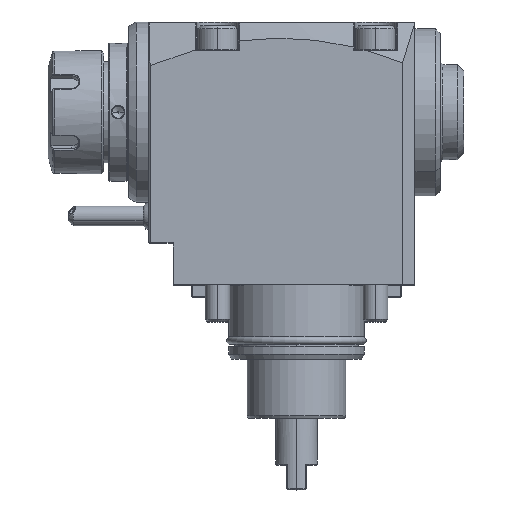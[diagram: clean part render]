
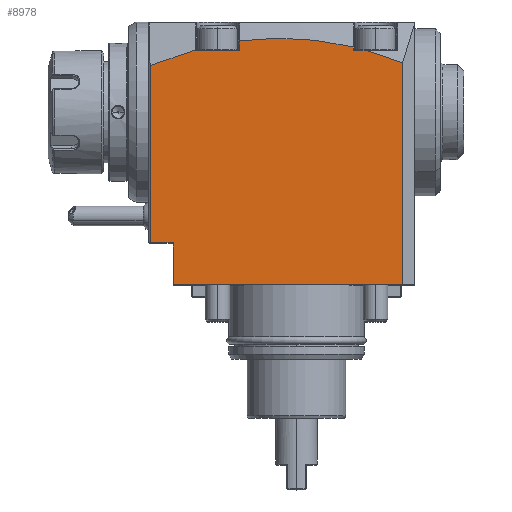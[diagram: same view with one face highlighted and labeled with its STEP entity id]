
A CAD part, top view. The second image highlights one B-rep face of the part: STEP entity #8978.
In plain terms, the highlighted planar face has unit normal (0, 0, 1).
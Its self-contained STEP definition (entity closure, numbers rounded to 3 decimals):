
#1777=DIRECTION('',(0.,1.,0.));
#1778=VECTOR('',#1777,89.954);
#1779=CARTESIAN_POINT('',(103.,0.,42.5));
#1780=LINE('',#1779,#1778);
#1800=DIRECTION('',(-1.,0.,0.));
#1801=VECTOR('',#1800,93.);
#1802=CARTESIAN_POINT('',(103.,0.,42.5));
#1803=LINE('',#1802,#1801);
#2313=DIRECTION('',(0.,1.,0.));
#2314=VECTOR('',#2313,17.);
#2315=CARTESIAN_POINT('',(10.,0.,42.5));
#2316=LINE('',#2315,#2314);
#2317=DIRECTION('',(1.,0.,0.));
#2318=VECTOR('',#2317,9.);
#2319=CARTESIAN_POINT('',(1.,17.,42.5));
#2320=LINE('',#2319,#2318);
#2321=DIRECTION('',(0.,1.,0.));
#2322=VECTOR('',#2321,71.4);
#2323=CARTESIAN_POINT('',(1.,17.5,42.5));
#2324=LINE('',#2323,#2322);
#2325=CARTESIAN_POINT('',(18.964,95.187,42.5));
#2326=CARTESIAN_POINT('',(12.837,93.491,42.5));
#2327=CARTESIAN_POINT('',(6.855,91.378,42.5));
#2328=CARTESIAN_POINT('',(1.,88.9,42.5));
#2330=DIRECTION('',(-0.268,0.963,0.));
#2331=VECTOR('',#2330,0.194);
#2332=CARTESIAN_POINT('',(19.016,95.,42.5));
#2333=LINE('',#2332,#2331);
#2334=DIRECTION('',(0.,-1.,0.));
#2335=VECTOR('',#2334,3.865);
#2336=CARTESIAN_POINT('',(37.,98.865,42.5));
#2337=LINE('',#2336,#2335);
#2338=CARTESIAN_POINT('',(37.,98.865,42.5));
#2339=CARTESIAN_POINT('',(52.484,100.895,42.5));
#2340=CARTESIAN_POINT('',(67.814,100.013,42.5));
#2341=CARTESIAN_POINT('',(83.,96.373,42.5));
#2343=DIRECTION('',(0.,1.,0.));
#2344=VECTOR('',#2343,1.373);
#2345=CARTESIAN_POINT('',(83.,95.,42.5));
#2346=LINE('',#2345,#2344);
#2347=CARTESIAN_POINT('',(88.259,95.,42.5));
#2348=CARTESIAN_POINT('',(93.264,93.587,42.5));
#2349=CARTESIAN_POINT('',(98.175,91.896,42.5));
#2350=CARTESIAN_POINT('',(103.,89.954,42.5));
#2352=DIRECTION('',(0.,1.,0.));
#2353=VECTOR('',#2352,0.5);
#2354=CARTESIAN_POINT('',(1.,17.,42.5));
#2355=LINE('',#2354,#2353);
#2376=CARTESIAN_POINT('',(1.,88.9,42.5));
#2456=DIRECTION('',(-1.,0.,0.));
#2457=VECTOR('',#2456,17.984);
#2458=CARTESIAN_POINT('',(37.,95.,42.5));
#2459=LINE('',#2458,#2457);
#2601=DIRECTION('',(-1.,0.,0.));
#2602=VECTOR('',#2601,5.259);
#2603=CARTESIAN_POINT('',(88.259,95.,42.5));
#2604=LINE('',#2603,#2602);
#2658=CARTESIAN_POINT('',(37.,98.865,42.5));
#4695=VERTEX_POINT('',#2347);
#4696=VERTEX_POINT('',#2350);
#4697=VERTEX_POINT('',#2376);
#4716=CARTESIAN_POINT('',(19.016,95.,42.5));
#4718=VERTEX_POINT('',#4716);
#4727=CARTESIAN_POINT('',(18.964,95.187,42.5));
#4728=VERTEX_POINT('',#4727);
#4732=VERTEX_POINT('',#2658);
#4733=CARTESIAN_POINT('',(37.,95.,42.5));
#4734=VERTEX_POINT('',#4733);
#4753=VERTEX_POINT('',#2341);
#4767=CARTESIAN_POINT('',(83.,95.,42.5));
#4769=VERTEX_POINT('',#4767);
#5325=CARTESIAN_POINT('',(103.,0.,42.5));
#5326=VERTEX_POINT('',#5325);
#5372=CARTESIAN_POINT('',(10.,0.,42.5));
#5374=VERTEX_POINT('',#5372);
#5375=CARTESIAN_POINT('',(1.,17.,42.5));
#5376=CARTESIAN_POINT('',(10.,17.,42.5));
#5377=VERTEX_POINT('',#5375);
#5378=VERTEX_POINT('',#5376);
#5416=CARTESIAN_POINT('',(1.,17.5,42.5));
#5418=VERTEX_POINT('',#5416);
#8947=CARTESIAN_POINT('',(0.,106.5,42.5));
#8948=DIRECTION('',(0.,0.,1.));
#8949=DIRECTION('',(0.,-1.,0.));
#8950=AXIS2_PLACEMENT_3D('',#8947,#8948,#8949);
#8951=PLANE('',#8950);
#8952=ORIENTED_EDGE('',*,*,#8091,.F.);
#8953=ORIENTED_EDGE('',*,*,#8112,.T.);
#8954=ORIENTED_EDGE('',*,*,#8940,.T.);
#8955=ORIENTED_EDGE('',*,*,#8929,.F.);
#8957=ORIENTED_EDGE('',*,*,#8956,.T.);
#8959=ORIENTED_EDGE('',*,*,#8958,.T.);
#8961=ORIENTED_EDGE('',*,*,#8960,.F.);
#8963=ORIENTED_EDGE('',*,*,#8962,.F.);
#8965=ORIENTED_EDGE('',*,*,#8964,.F.);
#8967=ORIENTED_EDGE('',*,*,#8966,.F.);
#8969=ORIENTED_EDGE('',*,*,#8968,.T.);
#8971=ORIENTED_EDGE('',*,*,#8970,.F.);
#8973=ORIENTED_EDGE('',*,*,#8972,.F.);
#8975=ORIENTED_EDGE('',*,*,#8974,.T.);
#8976=EDGE_LOOP('',(#8952,#8953,#8954,#8955,#8957,#8959,#8961,#8963,#8965,#8967,
#8969,#8971,#8973,#8975));
#8977=FACE_OUTER_BOUND('',#8976,.F.);
#2329=B_SPLINE_CURVE_WITH_KNOTS('',3,(#2325,#2326,#2327,#2328),.UNSPECIFIED.,
.F.,.F.,(4,4),(0.,1.),.UNSPECIFIED.);
#2342=B_SPLINE_CURVE_WITH_KNOTS('',3,(#2338,#2339,#2340,#2341),.UNSPECIFIED.,
.F.,.F.,(4,4),(0.,1.),.UNSPECIFIED.);
#2351=B_SPLINE_CURVE_WITH_KNOTS('',3,(#2347,#2348,#2349,#2350),.UNSPECIFIED.,
.F.,.F.,(4,4),(0.,1.),.UNSPECIFIED.);
#8091=EDGE_CURVE('',#5326,#4696,#1780,.T.);
#8112=EDGE_CURVE('',#5326,#5374,#1803,.T.);
#8929=EDGE_CURVE('',#5377,#5378,#2320,.T.);
#8940=EDGE_CURVE('',#5374,#5378,#2316,.T.);
#8956=EDGE_CURVE('',#5377,#5418,#2355,.T.);
#8958=EDGE_CURVE('',#5418,#4697,#2324,.T.);
#8960=EDGE_CURVE('',#4728,#4697,#2329,.T.);
#8962=EDGE_CURVE('',#4718,#4728,#2333,.T.);
#8964=EDGE_CURVE('',#4734,#4718,#2459,.T.);
#8966=EDGE_CURVE('',#4732,#4734,#2337,.T.);
#8968=EDGE_CURVE('',#4732,#4753,#2342,.T.);
#8970=EDGE_CURVE('',#4769,#4753,#2346,.T.);
#8972=EDGE_CURVE('',#4695,#4769,#2604,.T.);
#8974=EDGE_CURVE('',#4695,#4696,#2351,.T.);
#8978=ADVANCED_FACE('',(#8977),#8951,.T.);
